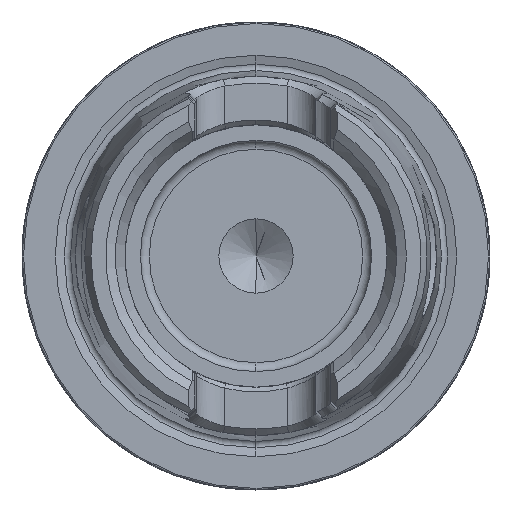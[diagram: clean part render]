
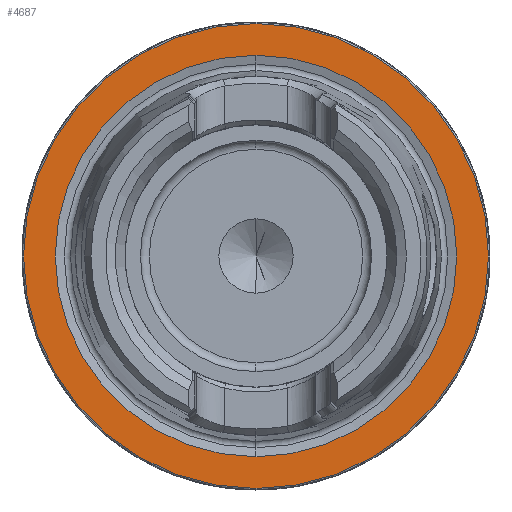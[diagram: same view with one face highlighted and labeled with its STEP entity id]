
A CAD part, left-side view. The second image highlights one B-rep face of the part: STEP entity #4687.
In plain terms, the highlighted planar face has unit normal (-1, 0, 0).
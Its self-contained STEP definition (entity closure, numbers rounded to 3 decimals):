
#489 = DIRECTION ( 'NONE',  ( 0., 0., 1. ) ) ;
#514 = DIRECTION ( 'NONE',  ( -1., 0., 0. ) ) ;
#530 = CARTESIAN_POINT ( 'NONE',  ( 0., 0., 0. ) ) ;
#2081 = DIRECTION ( 'NONE',  ( 0., 0., 1. ) ) ;
#2094 = DIRECTION ( 'NONE',  ( -1., 0., 0. ) ) ;
#2112 = CARTESIAN_POINT ( 'NONE',  ( 0., 0., 0. ) ) ;
#2158 = DIRECTION ( 'NONE',  ( -1., 0., 0. ) ) ;
#2216 = VERTEX_POINT ( 'NONE', #5300 ) ;
#2446 = EDGE_CURVE ( 'NONE', #2216, #4501, #5103, .T. ) ;
#2544 = EDGE_CURVE ( 'NONE', #5928, #8554, #6668, .T. ) ;
#2726 = DIRECTION ( 'NONE',  ( 0., 0., -1. ) ) ;
#3218 = DIRECTION ( 'NONE',  ( -1., 0., 0. ) ) ;
#3995 = CIRCLE ( 'NONE', #8553, 27. ) ;
#4472 = EDGE_CURVE ( 'NONE', #8554, #5928, #3995, .T. ) ;
#4501 = VERTEX_POINT ( 'NONE', #6347 ) ;
#4546 = FACE_BOUND ( 'NONE', #4781, .T. ) ;
#4687 = ADVANCED_FACE ( 'NONE', ( #4546, #7360 ), #9681, .F. ) ;
#4781 = EDGE_LOOP ( 'NONE', ( #6513, #7997 ) ) ;
#5056 = ORIENTED_EDGE ( 'NONE', *, *, #2446, .T. ) ;
#5103 = CIRCLE ( 'NONE', #9265, 31.275 ) ;
#5300 = CARTESIAN_POINT ( 'NONE',  ( 0., 0., -31.275 ) ) ;
#5557 = ORIENTED_EDGE ( 'NONE', *, *, #9636, .T. ) ;
#5928 = VERTEX_POINT ( 'NONE', #7037 ) ;
#6347 = CARTESIAN_POINT ( 'NONE',  ( 0., 0., 31.275 ) ) ;
#6513 = ORIENTED_EDGE ( 'NONE', *, *, #2544, .F. ) ;
#6600 = CARTESIAN_POINT ( 'NONE',  ( 0., 31.275, 0. ) ) ;
#6668 = CIRCLE ( 'NONE', #8883, 27. ) ;
#6786 = EDGE_LOOP ( 'NONE', ( #5557, #5056 ) ) ;
#6826 = CARTESIAN_POINT ( 'NONE',  ( 0., 0., 0. ) ) ;
#7037 = CARTESIAN_POINT ( 'NONE',  ( 0., 0., 27. ) ) ;
#7360 = FACE_OUTER_BOUND ( 'NONE', #6786, .T. ) ;
#7367 = DIRECTION ( 'NONE',  ( 1., 0., 0. ) ) ;
#7590 = DIRECTION ( 'NONE',  ( 0., 0., 1. ) ) ;
#7858 = CARTESIAN_POINT ( 'NONE',  ( 0., 0., 0. ) ) ;
#7997 = ORIENTED_EDGE ( 'NONE', *, *, #4472, .F. ) ;
#8040 = CARTESIAN_POINT ( 'NONE',  ( 0., 0., -27. ) ) ;
#8104 = AXIS2_PLACEMENT_3D ( 'NONE', #6826, #2158, #7590 ) ;
#8553 = AXIS2_PLACEMENT_3D ( 'NONE', #7858, #3218, #8628 ) ;
#8554 = VERTEX_POINT ( 'NONE', #8040 ) ;
#8628 = DIRECTION ( 'NONE',  ( 0., 0., 1. ) ) ;
#8883 = AXIS2_PLACEMENT_3D ( 'NONE', #530, #514, #489 ) ;
#9265 = AXIS2_PLACEMENT_3D ( 'NONE', #2112, #2094, #2081 ) ;
#9636 = EDGE_CURVE ( 'NONE', #4501, #2216, #9707, .T. ) ;
#9681 = PLANE ( 'NONE',  #9933 ) ;
#9707 = CIRCLE ( 'NONE', #8104, 31.275 ) ;
#9933 = AXIS2_PLACEMENT_3D ( 'NONE', #6600, #7367, #2726 ) ;
